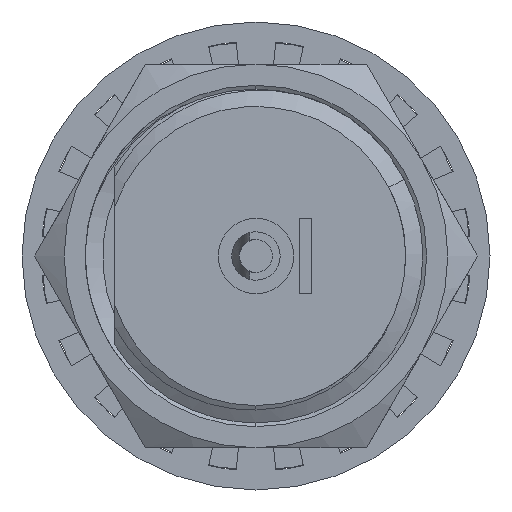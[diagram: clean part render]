
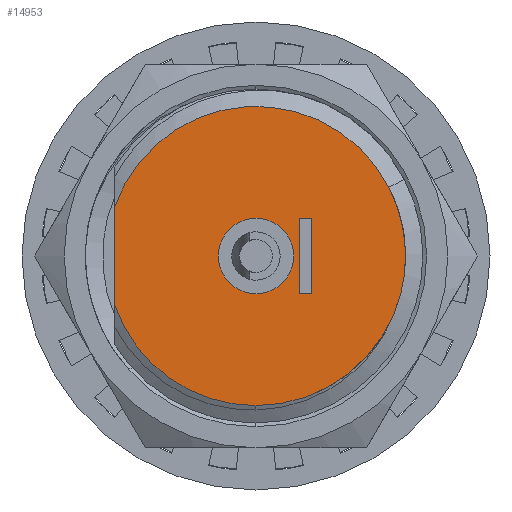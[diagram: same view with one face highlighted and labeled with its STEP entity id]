
A CAD part, left-side view. The second image highlights one B-rep face of the part: STEP entity #14953.
In plain terms, the highlighted planar face has unit normal (-1, 0, 0).
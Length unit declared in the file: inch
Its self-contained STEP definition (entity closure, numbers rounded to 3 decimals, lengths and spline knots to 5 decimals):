
#347 = LINE ( 'NONE', #6370, #2783 ) ;
#742 = CARTESIAN_POINT ( 'NONE',  ( -0.76766, -0.1954, -0.00656 ) ) ;
#1081 = CARTESIAN_POINT ( 'NONE',  ( -0.76766, 0., 0. ) ) ;
#1189 = VECTOR ( 'NONE', #3978, 39.37008 ) ;
#1209 = CARTESIAN_POINT ( 'NONE',  ( -0.76766, -0.05709, -0.04921 ) ) ;
#1235 = EDGE_CURVE ( 'NONE', #14876, #13224, #15563, .T. ) ;
#1489 = DIRECTION ( 'NONE',  ( 0., 0., 1. ) ) ;
#1581 = DIRECTION ( 'NONE',  ( -1., 0., 0. ) ) ;
#1589 = VERTEX_POINT ( 'NONE', #4978 ) ;
#1628 = ORIENTED_EDGE ( 'NONE', *, *, #1235, .F. ) ;
#2316 = CARTESIAN_POINT ( 'NONE',  ( -0.76766, -0.19458, 0.01465 ) ) ;
#2783 = VECTOR ( 'NONE', #9422, 39.37008 ) ;
#2889 = EDGE_CURVE ( 'NONE', #2912, #8796, #3952, .T. ) ;
#2912 = VERTEX_POINT ( 'NONE', #7788 ) ;
#3034 = AXIS2_PLACEMENT_3D ( 'NONE', #19196, #11613, #14548 ) ;
#3801 = CARTESIAN_POINT ( 'NONE',  ( -0.76766, -0.1732, 0.08959 ) ) ;
#3952 = CIRCLE ( 'NONE', #14959, 0.195 ) ;
#3978 = DIRECTION ( 'NONE',  ( 0., 0., 1. ) ) ;
#3999 = CARTESIAN_POINT ( 'NONE',  ( -0.76766, -0.19392, 0.02172 ) ) ;
#4348 = VERTEX_POINT ( 'NONE', #19192 ) ;
#4814 = ORIENTED_EDGE ( 'NONE', *, *, #13223, .F. ) ;
#4978 = CARTESIAN_POINT ( 'NONE',  ( -0.76766, -0.05709, 0.04921 ) ) ;
#5029 = VERTEX_POINT ( 'NONE', #18267 ) ;
#5178 = CARTESIAN_POINT ( 'NONE',  ( -0.76766, -0.19181, 0.03582 ) ) ;
#5257 = AXIS2_PLACEMENT_3D ( 'NONE', #12126, #1581, #1489 ) ;
#5378 = CARTESIAN_POINT ( 'NONE',  ( -0.76766, -0.19441, -0.02086 ) ) ;
#5812 = DIRECTION ( 'NONE',  ( -1., 0., 0. ) ) ;
#6370 = CARTESIAN_POINT ( 'NONE',  ( -0.76766, 0.18402, 0.11595 ) ) ;
#6766 = CARTESIAN_POINT ( 'NONE',  ( -0.76766, -0.19036, 0.04288 ) ) ;
#7324 = CARTESIAN_POINT ( 'NONE',  ( -0.76766, -0.05709, 0.04921 ) ) ;
#7633 = DIRECTION ( 'NONE',  ( 0., 0., -1. ) ) ;
#7643 = FACE_BOUND ( 'NONE', #8617, .T. ) ;
#7788 = CARTESIAN_POINT ( 'NONE',  ( -0.76766, 0.18402, -0.06452 ) ) ;
#7863 = CARTESIAN_POINT ( 'NONE',  ( -0.76766, 0., -0.195 ) ) ;
#8092 = DIRECTION ( 'NONE',  ( 0., 0., 1. ) ) ;
#8151 = LINE ( 'NONE', #17319, #14086 ) ;
#8360 = CARTESIAN_POINT ( 'NONE',  ( -0.76766, -0.07283, 0.04921 ) ) ;
#8617 = EDGE_LOOP ( 'NONE', ( #4814, #13230, #11412, #16259 ) ) ;
#8714 = CIRCLE ( 'NONE', #3034, 0.195 ) ;
#8789 = ORIENTED_EDGE ( 'NONE', *, *, #17377, .F. ) ;
#8796 = VERTEX_POINT ( 'NONE', #7863 ) ;
#8974 = B_SPLINE_CURVE_WITH_KNOTS ( 'NONE', 3,
 ( #18886, #18692, #14446, #5378, #742, #2316, #3999, #5178, #6766, #18788, #11196, #17408 ),
 .UNSPECIFIED., .F., .F.,
 ( 4, 2, 2, 2, 2, 4 ),
 ( 0., 0.00109, 0.00219, 0.00273, 0.00328, 0.00437 ),
 .UNSPECIFIED. ) ;
#9030 = CIRCLE ( 'NONE', #5257, 0.195 ) ;
#9318 = FACE_OUTER_BOUND ( 'NONE', #9776, .T. ) ;
#9415 = ORIENTED_EDGE ( 'NONE', *, *, #13547, .T. ) ;
#9422 = DIRECTION ( 'NONE',  ( 0., 0., -1. ) ) ;
#9776 = EDGE_LOOP ( 'NONE', ( #12644, #16747, #17429, #9415, #12517 ) ) ;
#10040 = CARTESIAN_POINT ( 'NONE',  ( -0.76766, 0., 0. ) ) ;
#10067 = DIRECTION ( 'NONE',  ( 0., 0., -1. ) ) ;
#10335 = VECTOR ( 'NONE', #16487, 39.37008 ) ;
#10507 = AXIS2_PLACEMENT_3D ( 'NONE', #1081, #5812, #10067 ) ;
#11196 = CARTESIAN_POINT ( 'NONE',  ( -0.76766, -0.1798, 0.07683 ) ) ;
#11261 = EDGE_LOOP ( 'NONE', ( #1628, #8789 ) ) ;
#11300 = CARTESIAN_POINT ( 'NONE',  ( -0.76766, -0.07283, 0.04921 ) ) ;
#11412 = ORIENTED_EDGE ( 'NONE', *, *, #11572, .F. ) ;
#11469 = EDGE_CURVE ( 'NONE', #15158, #5029, #8714, .T. ) ;
#11572 = EDGE_CURVE ( 'NONE', #13542, #1589, #13176, .T. ) ;
#11613 = DIRECTION ( 'NONE',  ( -1., 0., 0. ) ) ;
#11775 = VERTEX_POINT ( 'NONE', #16905 ) ;
#12126 = CARTESIAN_POINT ( 'NONE',  ( -0.76766, 0., 0. ) ) ;
#12286 = PLANE ( 'NONE',  #13491 ) ;
#12432 = VERTEX_POINT ( 'NONE', #1209 ) ;
#12517 = ORIENTED_EDGE ( 'NONE', *, *, #11469, .T. ) ;
#12561 = EDGE_CURVE ( 'NONE', #8796, #11775, #9030, .T. ) ;
#12644 = ORIENTED_EDGE ( 'NONE', *, *, #15024, .T. ) ;
#12964 = CARTESIAN_POINT ( 'NONE',  ( -0.76766, 0., 0.04921 ) ) ;
#13176 = LINE ( 'NONE', #8360, #19424 ) ;
#13223 = EDGE_CURVE ( 'NONE', #12432, #4348, #8151, .T. ) ;
#13224 = VERTEX_POINT ( 'NONE', #12964 ) ;
#13230 = ORIENTED_EDGE ( 'NONE', *, *, #16661, .F. ) ;
#13233 = LINE ( 'NONE', #7324, #10335 ) ;
#13491 = AXIS2_PLACEMENT_3D ( 'NONE', #15331, #18299, #13646 ) ;
#13542 = VERTEX_POINT ( 'NONE', #11300 ) ;
#13547 = EDGE_CURVE ( 'NONE', #11775, #15158, #8974, .T. ) ;
#13646 = DIRECTION ( 'NONE',  ( 0., 0., -1. ) ) ;
#13798 = DIRECTION ( 'NONE',  ( -1., 0., 0. ) ) ;
#14086 = VECTOR ( 'NONE', #18884, 39.37008 ) ;
#14446 = CARTESIAN_POINT ( 'NONE',  ( -0.76766, -0.18928, -0.04902 ) ) ;
#14548 = DIRECTION ( 'NONE',  ( 0., 0., 1. ) ) ;
#14876 = VERTEX_POINT ( 'NONE', #14940 ) ;
#14940 = CARTESIAN_POINT ( 'NONE',  ( -0.76766, 0., -0.04921 ) ) ;
#14953 = ADVANCED_FACE ( 'NONE', ( #15231, #9318, #7643 ), #12286, .F. ) ;
#14959 = AXIS2_PLACEMENT_3D ( 'NONE', #16967, #13798, #8092 ) ;
#15024 = EDGE_CURVE ( 'NONE', #5029, #2912, #347, .T. ) ;
#15158 = VERTEX_POINT ( 'NONE', #3801 ) ;
#15231 = FACE_BOUND ( 'NONE', #11261, .T. ) ;
#15331 = CARTESIAN_POINT ( 'NONE',  ( -0.76766, 0.2075, 0. ) ) ;
#15563 = CIRCLE ( 'NONE', #18078, 0.04921 ) ;
#15632 = EDGE_CURVE ( 'NONE', #4348, #13542, #17303, .T. ) ;
#16049 = DIRECTION ( 'NONE',  ( -1., 0., 0. ) ) ;
#16189 = CIRCLE ( 'NONE', #10507, 0.04921 ) ;
#16259 = ORIENTED_EDGE ( 'NONE', *, *, #15632, .F. ) ;
#16487 = DIRECTION ( 'NONE',  ( 0., 0., -1. ) ) ;
#16661 = EDGE_CURVE ( 'NONE', #1589, #12432, #13233, .T. ) ;
#16747 = ORIENTED_EDGE ( 'NONE', *, *, #2889, .T. ) ;
#16905 = CARTESIAN_POINT ( 'NONE',  ( -0.76766, -0.17958, -0.076 ) ) ;
#16967 = CARTESIAN_POINT ( 'NONE',  ( -0.76766, 0., 0. ) ) ;
#17194 = CARTESIAN_POINT ( 'NONE',  ( -0.76766, -0.07283, 0.04921 ) ) ;
#17303 = LINE ( 'NONE', #17194, #1189 ) ;
#17319 = CARTESIAN_POINT ( 'NONE',  ( -0.76766, -0.07283, -0.04921 ) ) ;
#17377 = EDGE_CURVE ( 'NONE', #13224, #14876, #16189, .T. ) ;
#17408 = CARTESIAN_POINT ( 'NONE',  ( -0.76766, -0.1732, 0.08959 ) ) ;
#17429 = ORIENTED_EDGE ( 'NONE', *, *, #12561, .T. ) ;
#17711 = DIRECTION ( 'NONE',  ( 0., 1., 0. ) ) ;
#18078 = AXIS2_PLACEMENT_3D ( 'NONE', #10040, #16049, #7633 ) ;
#18267 = CARTESIAN_POINT ( 'NONE',  ( -0.76766, 0.18402, 0.06452 ) ) ;
#18299 = DIRECTION ( 'NONE',  ( 1., 0., 0. ) ) ;
#18692 = CARTESIAN_POINT ( 'NONE',  ( -0.76766, -0.18518, -0.06278 ) ) ;
#18788 = CARTESIAN_POINT ( 'NONE',  ( -0.76766, -0.1849, 0.06356 ) ) ;
#18884 = DIRECTION ( 'NONE',  ( 0., -1., 0. ) ) ;
#18886 = CARTESIAN_POINT ( 'NONE',  ( -0.76766, -0.17958, -0.076 ) ) ;
#19192 = CARTESIAN_POINT ( 'NONE',  ( -0.76766, -0.07283, -0.04921 ) ) ;
#19196 = CARTESIAN_POINT ( 'NONE',  ( -0.76766, 0., 0. ) ) ;
#19424 = VECTOR ( 'NONE', #17711, 39.37008 ) ;
